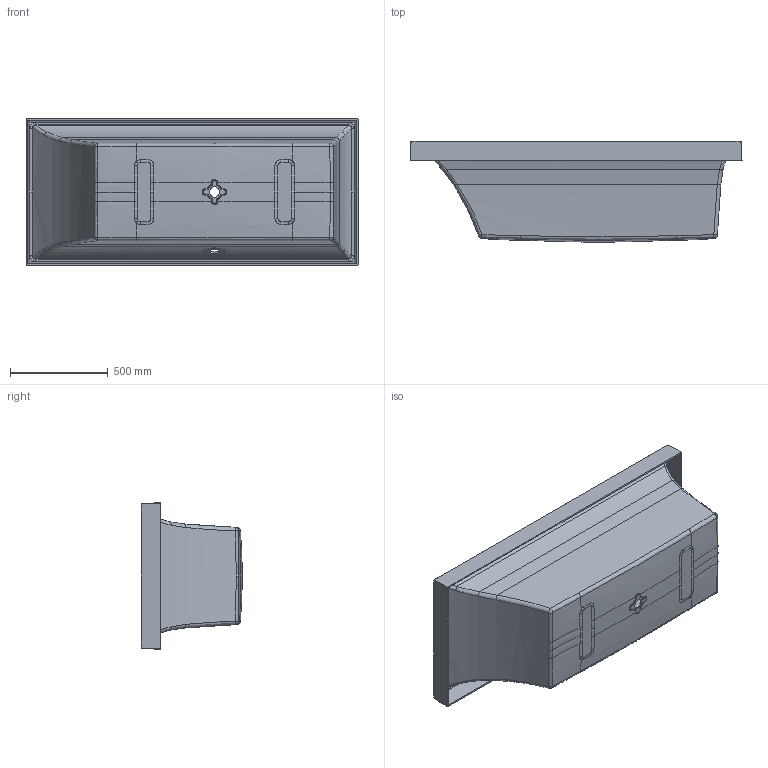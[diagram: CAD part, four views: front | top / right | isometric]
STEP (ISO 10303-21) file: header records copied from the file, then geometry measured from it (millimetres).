
FILE_DESCRIPTION((''),'2;1');
FILE_NAME('UBQ170SQR2_SQUARO','2022-07-04T15:32:24',('hegemanc'),('Villeroy & Boch Wellness bv'),'CREO PARAMETRIC BY PTC INC, 2020454','CREO PARAMETRIC BY PTC INC, 2020454','');
FILE_SCHEMA(('CONFIG_CONTROL_DESIGN'));
Length unit declared in the file: millimetre
Products named in the file (1): UBQ170SQR2_SQUARO
Bounding box: 1700 x 520.2 x 750 mm (x, y, z)
Volume: 31321546.3 mm3; surface area: 6302903.5 mm2
Topology: 1 solids, 1 shells, 436 faces, 1004 edges, 570 vertices
Faces by surface type: bspline 244, cylinder 104, plane 34, sphere 24, torus 16, cone 14
Entity records: 25844 total; most frequent: CARTESIAN_POINT 18195, ORIENTED_EDGE 2008, EDGE_CURVE 1004, DIRECTION 842, B_SPLINE_CURVE_WITH_KNOTS 645, VERTEX_POINT 570, EDGE_LOOP 440, FACE_OUTER_BOUND 436
